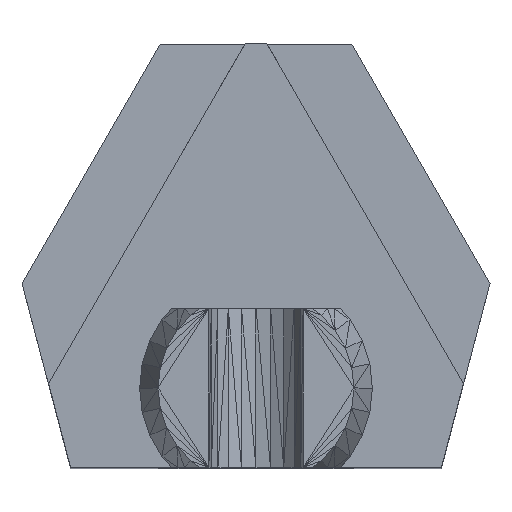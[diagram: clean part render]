
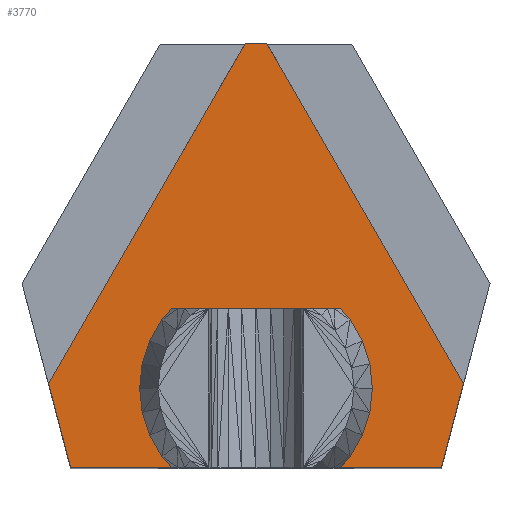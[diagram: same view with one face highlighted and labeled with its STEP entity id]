
A CAD part, top view. The second image highlights one B-rep face of the part: STEP entity #3770.
In plain terms, the highlighted planar face has unit normal (0, 0, 1).
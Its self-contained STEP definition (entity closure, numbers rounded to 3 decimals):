
#842 = DIRECTION ( 'NONE',  ( 0.253, 0.967, 0. ) ) ;
#1108 = ORIENTED_EDGE ( 'NONE', *, *, #5683, .T. ) ;
#1177 = VECTOR ( 'NONE', #14890, 1000. ) ;
#1557 = LINE ( 'NONE', #9364, #1177 ) ;
#1945 = CARTESIAN_POINT ( 'NONE',  ( 6.928, -4., 18. ) ) ;
#2181 = VECTOR ( 'NONE', #842, 1000. ) ;
#2475 = VECTOR ( 'NONE', #6605, 1000. ) ;
#2566 = VERTEX_POINT ( 'NONE', #5894 ) ;
#3295 = VECTOR ( 'NONE', #3969, 1000. ) ;
#3335 = EDGE_LOOP ( 'NONE', ( #1108, #14259, #7321, #4208, #5222, #16563 ) ) ;
#3457 = CARTESIAN_POINT ( 'NONE',  ( 6.335, 1.027, 18. ) ) ;
#3770 = ADVANCED_FACE ( 'NONE', ( #6864 ), #6776, .F. ) ;
#3969 = DIRECTION ( 'NONE',  ( -0.5, -0.866, 0. ) ) ;
#4208 = ORIENTED_EDGE ( 'NONE', *, *, #17034, .T. ) ;
#4234 = CARTESIAN_POINT ( 'NONE',  ( -6.928, -4., 18. ) ) ;
#4397 = CARTESIAN_POINT ( 'NONE',  ( -0.289, 7.5, 18. ) ) ;
#4953 = LINE ( 'NONE', #5221, #7958 ) ;
#5221 = CARTESIAN_POINT ( 'NONE',  ( 0., 8., 18. ) ) ;
#5222 = ORIENTED_EDGE ( 'NONE', *, *, #14701, .T. ) ;
#5350 = VERTEX_POINT ( 'NONE', #12016 ) ;
#5683 = EDGE_CURVE ( 'NONE', #8501, #13191, #1557, .T. ) ;
#5894 = CARTESIAN_POINT ( 'NONE',  ( -5.019, -4., 18. ) ) ;
#5971 = CARTESIAN_POINT ( 'NONE',  ( 5.615, -1.725, 18. ) ) ;
#6605 = DIRECTION ( 'NONE',  ( 0.253, -0.967, 0. ) ) ;
#6776 = PLANE ( 'NONE',  #10804 ) ;
#6864 = FACE_OUTER_BOUND ( 'NONE', #3335, .T. ) ;
#7321 = ORIENTED_EDGE ( 'NONE', *, *, #15052, .T. ) ;
#7466 = DIRECTION ( 'NONE',  ( 1., 0., 0. ) ) ;
#7958 = VECTOR ( 'NONE', #12012, 1000. ) ;
#8501 = VERTEX_POINT ( 'NONE', #9789 ) ;
#9364 = CARTESIAN_POINT ( 'NONE',  ( -2.598, 7.5, 18. ) ) ;
#9490 = LINE ( 'NONE', #16453, #2475 ) ;
#9789 = CARTESIAN_POINT ( 'NONE',  ( 0.289, 7.5, 18. ) ) ;
#10387 = EDGE_CURVE ( 'NONE', #13191, #5350, #16369, .T. ) ;
#10756 = DIRECTION ( 'NONE',  ( 0., 0., -1. ) ) ;
#10804 = AXIS2_PLACEMENT_3D ( 'NONE', #17814, #10756, #10929 ) ;
#10929 = DIRECTION ( 'NONE',  ( -1., 0., 0. ) ) ;
#11464 = VERTEX_POINT ( 'NONE', #5971 ) ;
#11664 = EDGE_CURVE ( 'NONE', #11464, #8501, #4953, .T. ) ;
#12012 = DIRECTION ( 'NONE',  ( -0.5, 0.866, 0. ) ) ;
#12016 = CARTESIAN_POINT ( 'NONE',  ( -5.615, -1.725, 18. ) ) ;
#12901 = LINE ( 'NONE', #1945, #13492 ) ;
#13191 = VERTEX_POINT ( 'NONE', #4397 ) ;
#13289 = VERTEX_POINT ( 'NONE', #14622 ) ;
#13492 = VECTOR ( 'NONE', #7466, 1000. ) ;
#14259 = ORIENTED_EDGE ( 'NONE', *, *, #10387, .T. ) ;
#14622 = CARTESIAN_POINT ( 'NONE',  ( 5.019, -4., 18. ) ) ;
#14701 = EDGE_CURVE ( 'NONE', #13289, #11464, #15784, .T. ) ;
#14890 = DIRECTION ( 'NONE',  ( -1., 0., 0. ) ) ;
#15052 = EDGE_CURVE ( 'NONE', #5350, #2566, #9490, .T. ) ;
#15784 = LINE ( 'NONE', #3457, #2181 ) ;
#16369 = LINE ( 'NONE', #4234, #3295 ) ;
#16453 = CARTESIAN_POINT ( 'NONE',  ( -6.335, 1.027, 18. ) ) ;
#16563 = ORIENTED_EDGE ( 'NONE', *, *, #11664, .T. ) ;
#17034 = EDGE_CURVE ( 'NONE', #2566, #13289, #12901, .T. ) ;
#17814 = CARTESIAN_POINT ( 'NONE',  ( 0., 0., 18. ) ) ;
